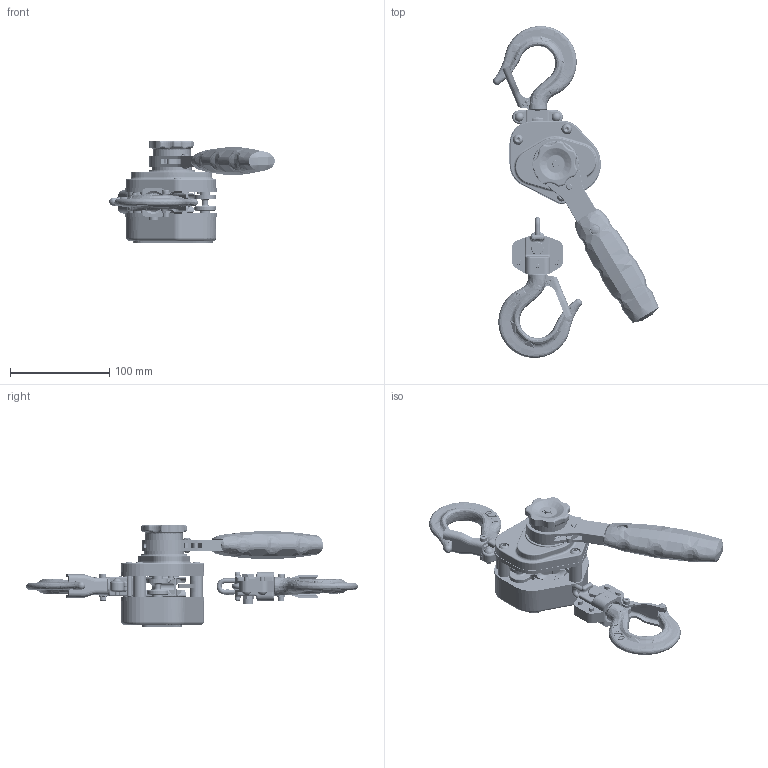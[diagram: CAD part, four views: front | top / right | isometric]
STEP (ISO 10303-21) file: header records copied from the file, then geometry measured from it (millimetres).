
FILE_DESCRIPTION((''),'2;1');
FILE_NAME('2187406600_5307A_750kg.stp','2017-11-28T14:16:36',('yildam'),(''),'Autodesk Inventor 2010','Autodesk Inventor 2010','');
FILE_SCHEMA(('CONFIG_CONTROL_DESIGN'));
Length unit declared in the file: millimetre
Products named in the file (1): 2.187.40.66
Bounding box: 166.66 x 333.89 x 103 mm (x, y, z)
Volume: 425375.8 mm3; surface area: 181542 mm2
Topology: 40 solids, 40 shells, 5652 faces, 15862 edges, 10348 vertices
Faces by surface type: cylinder 1550, cone 1306, torus 1028, plane 978, bspline 753, sphere 37
Full cylindrical faces by diameter (mm): 0.796 x1, 0.8 x3, 2 x3, 2.9 x1, 3 x3, 3.242 x2, 4 x78, 4.2 x6, 4.4 x1, 4.5 x3, 4.917 x4, 5 x19, 5.2 x10, 5.3 x1, 5.4 x2, 5.5 x2, 6 x185, 6.2 x7, 6.5 x1, 6.6 x1, 6.68 x3, 6.78 x2, 7 x3, 7.5 x1, 8 x2, 9 x5, 9.78 x1, 9.8 x1, 9.88 x3, 10 x12
Entity records: 228881 total; most frequent: CARTESIAN_POINT 98048, ORIENTED_EDGE 28452, DIRECTION 24874, EDGE_CURVE 14226, AXIS2_PLACEMENT_3D 10852, VERTEX_POINT 9751, EDGE_LOOP 6903, FACE_OUTER_BOUND 5652
